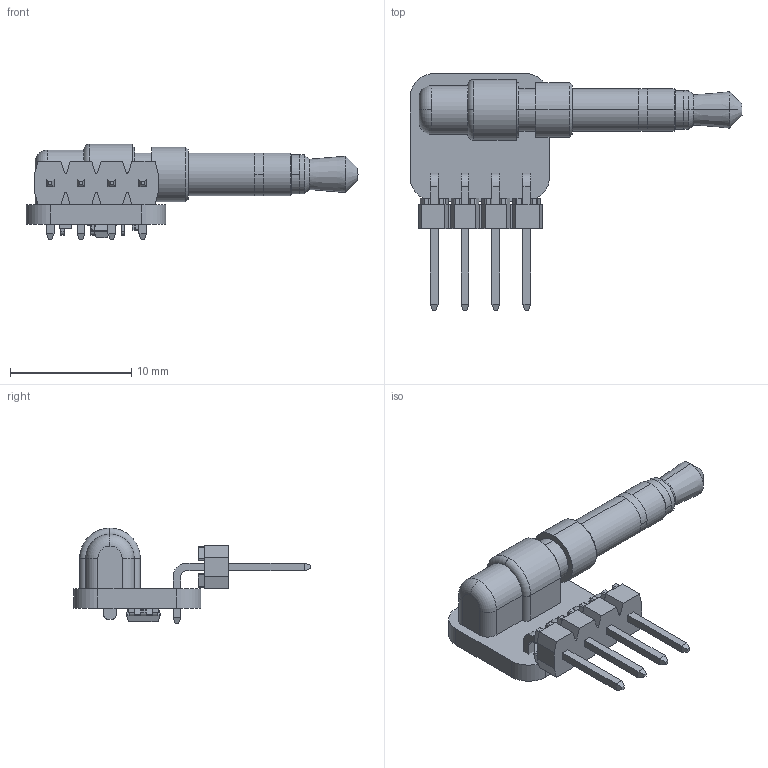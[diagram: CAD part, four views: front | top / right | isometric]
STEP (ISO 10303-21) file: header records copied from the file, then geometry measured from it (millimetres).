
FILE_DESCRIPTION(('Open CASCADE Model'),'2;1');
FILE_NAME('Open CASCADE Shape Model','2023-08-12T11:45:53',('Author'),( 'Open CASCADE'),'Open CASCADE STEP processor 7.5','Open CASCADE 7.5' ,'Unknown');
FILE_SCHEMA(('AUTOMOTIVE_DESIGN { 1 0 10303 214 1 1 1 1 }'));
Length unit declared in the file: millimetre
Products named in the file (18): PCB; Board; Open CASCADE STEP translator 7.5 4.1.1; R3; Resistor 0402; User Library-R SMD 0402_0402 BODY; User Library-R SMD 0402_0402 PAD; User Library-R SMD 0402_0402 OPIS; R2; J2; Molex 90121-0764; R1; J1; SP-3533-02; C1; Capacitor 0402; U1; SOT-23-6
Assembly tree (20 placements, depth 4):
  PCB
    Board
      Open CASCADE STEP translator 7.5 4.1.1
    R3
      Resistor 0402
        User Library-R SMD 0402_0402 BODY
        User Library-R SMD 0402_0402 PAD  x2
        User Library-R SMD 0402_0402 OPIS
    R2
      Resistor 0402
        User Library-R SMD 0402_0402 BODY
        User Library-R SMD 0402_0402 PAD  x2
        User Library-R SMD 0402_0402 OPIS
    J2
      Molex 90121-0764
    R1
      Resistor 0402
        User Library-R SMD 0402_0402 BODY
        User Library-R SMD 0402_0402 PAD  x2
        User Library-R SMD 0402_0402 OPIS
    J1
      SP-3533-02
    C1
      Capacitor 0402
    U1
      SOT-23-6
Bounding box: 27.35 x 19.52 x 7.9 mm (x, y, z)
Volume: 618.6 mm3; surface area: 1126.3 mm2
Topology: 21 solids, 22 shells, 811 faces, 2024 edges, 1292 vertices
Faces by surface type: plane 488, cylinder 190, bspline 103, sphere 16, cone 10, torus 4
Entity records: 22992 total; most frequent: CARTESIAN_POINT 5065, ORIENTED_EDGE 3056, DIRECTION 3029, EDGE_CURVE 1528, LINE 1069, VECTOR 1069, AXIS2_PLACEMENT_3D 980, VERTEX_POINT 972
